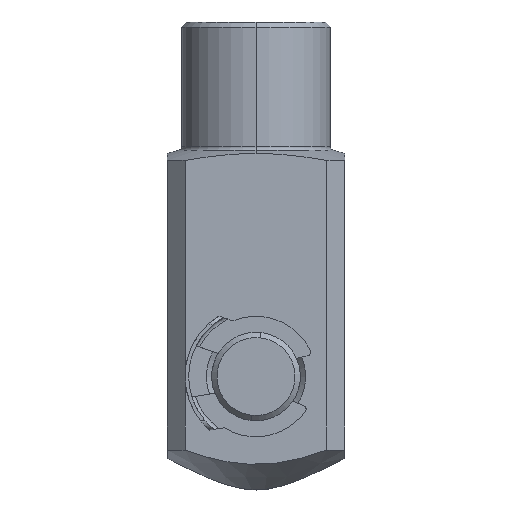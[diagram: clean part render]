
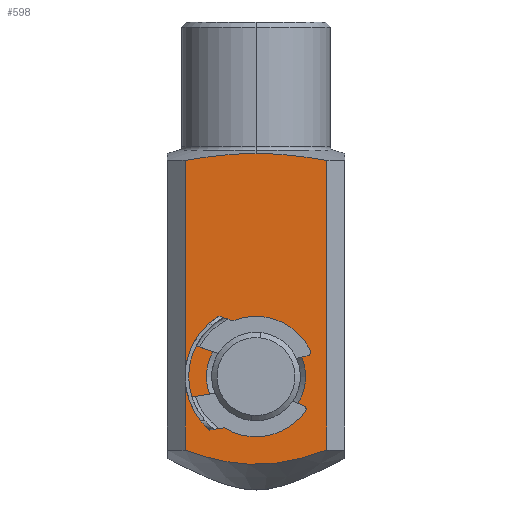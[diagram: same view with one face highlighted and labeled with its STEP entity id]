
A CAD part, left-side view. The second image highlights one B-rep face of the part: STEP entity #598.
In plain terms, the highlighted planar face has unit normal (-1, 0, 0).
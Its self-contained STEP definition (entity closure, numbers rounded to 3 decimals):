
#21 = EDGE_CURVE ( 'NONE', #3212, #3194, #70, .T. ) ;
#25 = EDGE_CURVE ( 'NONE', #3214, #2582, #1458, .T. ) ;
#70 = B_SPLINE_CURVE_WITH_KNOTS ( 'NONE', 3,
 ( #2828, #2565, #2551, #2910, #2514, #2920, #2907, #2811, #2911, #2912, #2906, #2707, #2705, #2704, #2908, #2763, #2744, #2687, #2537, #2545 ),
 .UNSPECIFIED., .F., .F.,
 ( 4, 2, 2, 2, 2, 2, 2, 2, 2, 4 ),
 ( 0.071, 0.076, 0.082, 0.087, 0.092, 0.094, 0.097, 0.102, 0.107, 0.112 ),
 .UNSPECIFIED. ) ;
#137 = EDGE_CURVE ( 'NONE', #3043, #2778, #1573, .T. ) ;
#215 = EDGE_CURVE ( 'NONE', #2582, #3214, #1010, .T. ) ;
#233 = EDGE_CURVE ( 'NONE', #3043, #3212, #1023, .T. ) ;
#252 = EDGE_CURVE ( 'NONE', #2778, #2531, #1566, .T. ) ;
#414 = ORIENTED_EDGE ( 'NONE', *, *, #252, .F. ) ;
#422 = ORIENTED_EDGE ( 'NONE', *, *, #1602, .T. ) ;
#440 = ORIENTED_EDGE ( 'NONE', *, *, #21, .T. ) ;
#522 = DIRECTION ( 'NONE',  ( 0., 0., 1. ) ) ;
#527 = CARTESIAN_POINT ( 'NONE',  ( -25., 25., -50. ) ) ;
#530 = DIRECTION ( 'NONE',  ( -1., 0., 0. ) ) ;
#598 = ADVANCED_FACE ( 'NONE', ( #1103, #1101 ), #622, .T. ) ;
#622 = PLANE ( 'NONE',  #1766 ) ;
#1010 = CIRCLE ( 'NONE', #1717, 14. ) ;
#1023 = LINE ( 'NONE', #2750, #1029 ) ;
#1029 = VECTOR ( 'NONE', #2753, 1000. ) ;
#1101 = FACE_OUTER_BOUND ( 'NONE', #1392, .T. ) ;
#1103 = FACE_BOUND ( 'NONE', #1391, .T. ) ;
#1253 = LINE ( 'NONE', #1990, #1259 ) ;
#1259 = VECTOR ( 'NONE', #1991, 1000. ) ;
#1391 = EDGE_LOOP ( 'NONE', ( #3233, #3232 ) ) ;
#1392 = EDGE_LOOP ( 'NONE', ( #440, #422, #414, #2503, #2501 ) ) ;
#1458 = CIRCLE ( 'NONE', #1670, 14. ) ;
#1566 = B_SPLINE_CURVE_WITH_KNOTS ( 'NONE', 3,
 ( #2998, #3011, #3009, #3145, #3133, #3127, #3131, #3120 ),
 .UNSPECIFIED., .F., .F.,
 ( 4, 2, 2, 4 ),
 ( 0.107, 0.117, 0.122, 0.127 ),
 .UNSPECIFIED. ) ;
#1573 = B_SPLINE_CURVE_WITH_KNOTS ( 'NONE', 3,
 ( #2647, #2970, #2966, #2959, #3082, #2524, #2797, #3073, #3031, #2617 ),
 .UNSPECIFIED., .F., .F.,
 ( 4, 2, 2, 2, 4 ),
 ( 0.087, 0.092, 0.097, 0.102, 0.107 ),
 .UNSPECIFIED. ) ;
#1602 = EDGE_CURVE ( 'NONE', #3194, #2531, #1253, .T. ) ;
#1670 = AXIS2_PLACEMENT_3D ( 'NONE', #2764, #2914, #2772 ) ;
#1717 = AXIS2_PLACEMENT_3D ( 'NONE', #2641, #2602, #3021 ) ;
#1766 = AXIS2_PLACEMENT_3D ( 'NONE', #527, #530, #522 ) ;
#1990 = CARTESIAN_POINT ( 'NONE',  ( -25., -20., -50. ) ) ;
#1991 = DIRECTION ( 'NONE',  ( 0., 0., 1. ) ) ;
#2243 = CARTESIAN_POINT ( 'NONE',  ( -25., 0., 18. ) ) ;
#2252 = CARTESIAN_POINT ( 'NONE',  ( -25., -20., 92.961 ) ) ;
#2296 = CARTESIAN_POINT ( 'NONE',  ( -25., 0., 94.897 ) ) ;
#2343 = CARTESIAN_POINT ( 'NONE',  ( -25., 20., 92.961 ) ) ;
#2370 = CARTESIAN_POINT ( 'NONE',  ( -25., -20., 11.267 ) ) ;
#2388 = CARTESIAN_POINT ( 'NONE',  ( -25., 20., 11.267 ) ) ;
#2390 = CARTESIAN_POINT ( 'NONE',  ( -25., 0., 46. ) ) ;
#2501 = ORIENTED_EDGE ( 'NONE', *, *, #233, .T. ) ;
#2503 = ORIENTED_EDGE ( 'NONE', *, *, #137, .F. ) ;
#2514 = CARTESIAN_POINT ( 'NONE',  ( -25., 11.841, 8.729 ) ) ;
#2524 = CARTESIAN_POINT ( 'NONE',  ( -25., 8.338, 94.536 ) ) ;
#2531 = VERTEX_POINT ( 'NONE', #2252 ) ;
#2537 = CARTESIAN_POINT ( 'NONE',  ( -25., -18.386, 10.685 ) ) ;
#2545 = CARTESIAN_POINT ( 'NONE',  ( -25., -20., 11.267 ) ) ;
#2551 = CARTESIAN_POINT ( 'NONE',  ( -25., 16.761, 10.142 ) ) ;
#2565 = CARTESIAN_POINT ( 'NONE',  ( -25., 18.391, 10.687 ) ) ;
#2582 = VERTEX_POINT ( 'NONE', #2243 ) ;
#2602 = DIRECTION ( 'NONE',  ( 1., 0., 0. ) ) ;
#2617 = CARTESIAN_POINT ( 'NONE',  ( -25., 0., 94.897 ) ) ;
#2641 = CARTESIAN_POINT ( 'NONE',  ( -25., 0., 32. ) ) ;
#2647 = CARTESIAN_POINT ( 'NONE',  ( -25., 20., 92.961 ) ) ;
#2687 = CARTESIAN_POINT ( 'NONE',  ( -25., -16.753, 10.139 ) ) ;
#2704 = CARTESIAN_POINT ( 'NONE',  ( -25., -6.794, 7.71 ) ) ;
#2705 = CARTESIAN_POINT ( 'NONE',  ( -25., -4.246, 7.416 ) ) ;
#2707 = CARTESIAN_POINT ( 'NONE',  ( -25., -3.392, 7.341 ) ) ;
#2744 = CARTESIAN_POINT ( 'NONE',  ( -25., -13.466, 9.157 ) ) ;
#2750 = CARTESIAN_POINT ( 'NONE',  ( -25., 20., -50. ) ) ;
#2753 = DIRECTION ( 'NONE',  ( 0., 0., -1. ) ) ;
#2763 = CARTESIAN_POINT ( 'NONE',  ( -25., -11.812, 8.722 ) ) ;
#2764 = CARTESIAN_POINT ( 'NONE',  ( -25., 0., 32. ) ) ;
#2772 = DIRECTION ( 'NONE',  ( 0., 0., 1. ) ) ;
#2778 = VERTEX_POINT ( 'NONE', #2296 ) ;
#2797 = CARTESIAN_POINT ( 'NONE',  ( -25., 6.669, 94.67 ) ) ;
#2811 = CARTESIAN_POINT ( 'NONE',  ( -25., 3.477, 7.325 ) ) ;
#2828 = CARTESIAN_POINT ( 'NONE',  ( -25., 20., 11.267 ) ) ;
#2906 = CARTESIAN_POINT ( 'NONE',  ( -25., -1.675, 7.241 ) ) ;
#2907 = CARTESIAN_POINT ( 'NONE',  ( -25., 6.852, 7.719 ) ) ;
#2908 = CARTESIAN_POINT ( 'NONE',  ( -25., -8.476, 7.998 ) ) ;
#2910 = CARTESIAN_POINT ( 'NONE',  ( -25., 13.487, 9.163 ) ) ;
#2911 = CARTESIAN_POINT ( 'NONE',  ( -25., 1.774, 7.219 ) ) ;
#2912 = CARTESIAN_POINT ( 'NONE',  ( -25., -0.808, 7.216 ) ) ;
#2914 = DIRECTION ( 'NONE',  ( 1., 0., 0. ) ) ;
#2920 = CARTESIAN_POINT ( 'NONE',  ( -25., 8.523, 8.007 ) ) ;
#2959 = CARTESIAN_POINT ( 'NONE',  ( -25., 13.352, 93.985 ) ) ;
#2966 = CARTESIAN_POINT ( 'NONE',  ( -25., 16.685, 93.511 ) ) ;
#2970 = CARTESIAN_POINT ( 'NONE',  ( -25., 18.345, 93.246 ) ) ;
#2998 = CARTESIAN_POINT ( 'NONE',  ( -25., 0., 94.897 ) ) ;
#3009 = CARTESIAN_POINT ( 'NONE',  ( -25., -6.679, 94.706 ) ) ;
#3011 = CARTESIAN_POINT ( 'NONE',  ( -25., -3.342, 94.897 ) ) ;
#3021 = DIRECTION ( 'NONE',  ( 0., 0., 1. ) ) ;
#3031 = CARTESIAN_POINT ( 'NONE',  ( -25., 1.666, 94.897 ) ) ;
#3043 = VERTEX_POINT ( 'NONE', #2343 ) ;
#3073 = CARTESIAN_POINT ( 'NONE',  ( -25., 3.333, 94.85 ) ) ;
#3082 = CARTESIAN_POINT ( 'NONE',  ( -25., 11.678, 94.193 ) ) ;
#3120 = CARTESIAN_POINT ( 'NONE',  ( -25., -20., 92.961 ) ) ;
#3127 = CARTESIAN_POINT ( 'NONE',  ( -25., -16.673, 93.513 ) ) ;
#3131 = CARTESIAN_POINT ( 'NONE',  ( -25., -18.338, 93.248 ) ) ;
#3133 = CARTESIAN_POINT ( 'NONE',  ( -25., -13.344, 93.986 ) ) ;
#3145 = CARTESIAN_POINT ( 'NONE',  ( -25., -11.678, 94.193 ) ) ;
#3194 = VERTEX_POINT ( 'NONE', #2370 ) ;
#3212 = VERTEX_POINT ( 'NONE', #2388 ) ;
#3214 = VERTEX_POINT ( 'NONE', #2390 ) ;
#3232 = ORIENTED_EDGE ( 'NONE', *, *, #215, .T. ) ;
#3233 = ORIENTED_EDGE ( 'NONE', *, *, #25, .T. ) ;
